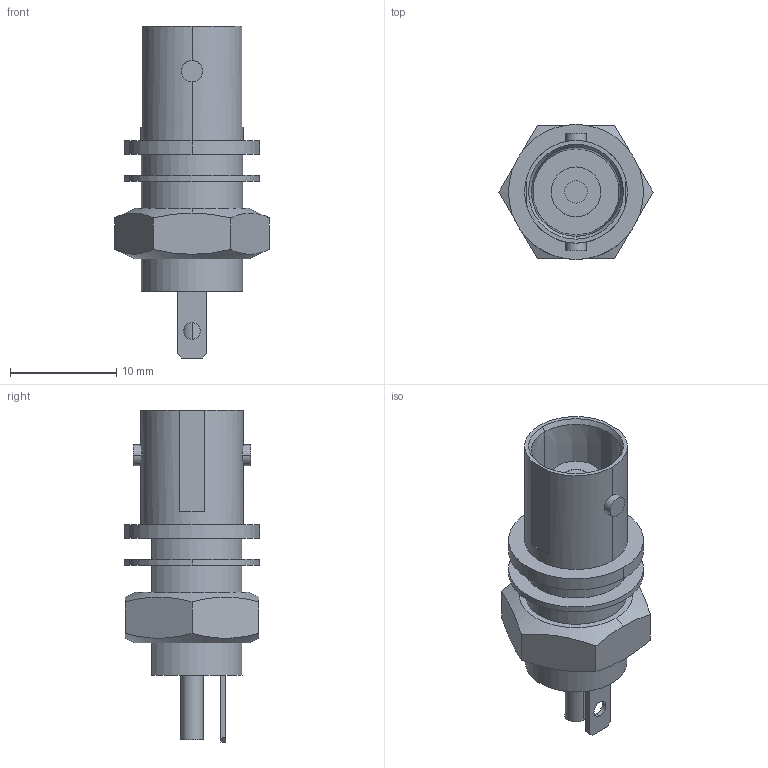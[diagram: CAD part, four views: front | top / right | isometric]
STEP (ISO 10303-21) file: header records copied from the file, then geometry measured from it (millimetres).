
FILE_DESCRIPTION((''),'2;1');
FILE_NAME('C-5227726-03-3','2007-09-01T',('workeradm'),('Tyco Electronics Corporation'),'PRO/ENGINEER BY PARAMETRIC TECHNOLOGY CORPORATION, 2005450','PRO/ENGINEER BY PARAMETRIC TECHNOLOGY CORPORATION, 2005450','');
FILE_SCHEMA(('CONFIG_CONTROL_DESIGN', 'GEOMETRIC_VALIDATION_PROPERTIES_MIM'));
Length unit declared in the file: millimetre
Products named in the file (1): C-5227726-03-3
Bounding box: 14.5 x 12.7 x 31.22 mm (x, y, z)
Volume: 1785.9 mm3; surface area: 1742.8 mm2
Topology: 2 solids, 2 shells, 67 faces, 162 edges, 106 vertices
Faces by surface type: plane 33, cylinder 26, cone 8
Entity records: 2305 total; most frequent: CARTESIAN_POINT 584, DIRECTION 332, ORIENTED_EDGE 324, EDGE_CURVE 162, AXIS2_PLACEMENT_3D 129, VERTEX_POINT 106, EDGE_LOOP 80, VECTOR 74
